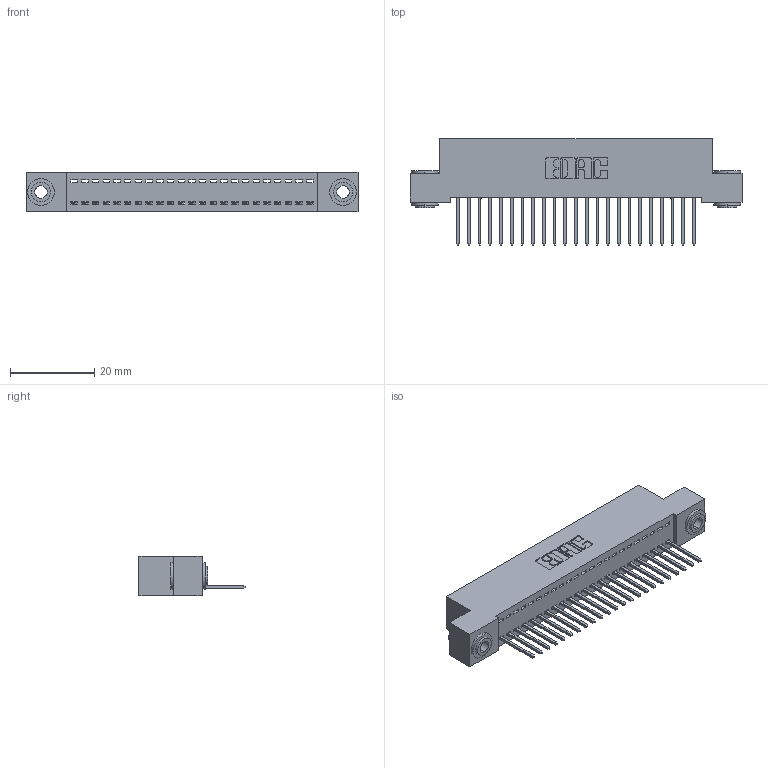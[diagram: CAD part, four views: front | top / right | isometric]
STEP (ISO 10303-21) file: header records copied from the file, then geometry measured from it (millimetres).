
FILE_DESCRIPTION (( 'STEP AP203' ), '1' );
FILE_NAME ('392-023-523-103.STEP', '2018-08-15T13:22:07', ( '' ), ( '' ), 'SwSTEP 2.0', 'SolidWorks 2016', '' );
FILE_SCHEMA (( 'CONFIG_CONTROL_DESIGN' ));
Length unit declared in the file: inch
Products named in the file (4): 342-250-002_345-250-002-102; 392-023-523-103; 342 Part_.156 TH; 345-292-001_345-293-123
Assembly tree (26 placements, depth 2):
  392-023-523-103
    342 Part_.156 TH
    345-292-001_345-293-123  x23
    342-250-002_345-250-002-102  x2
Bounding box: 78.74 x 25.15 x 9.4 mm (x, y, z)
Volume: 6847.9 mm3; surface area: 9949.1 mm2
Topology: 26 solids, 26 shells, 1482 faces, 4423 edges, 2914 vertices
Faces by surface type: plane 1042, cylinder 432, cone 8
Entity records: 17054 total; most frequent: CARTESIAN_POINT 2922, ORIENTED_EDGE 2874, DIRECTION 2537, EDGE_CURVE 1437, LINE 1285, VECTOR 1285, VERTEX_POINT 954, AXIS2_PLACEMENT_3D 626
